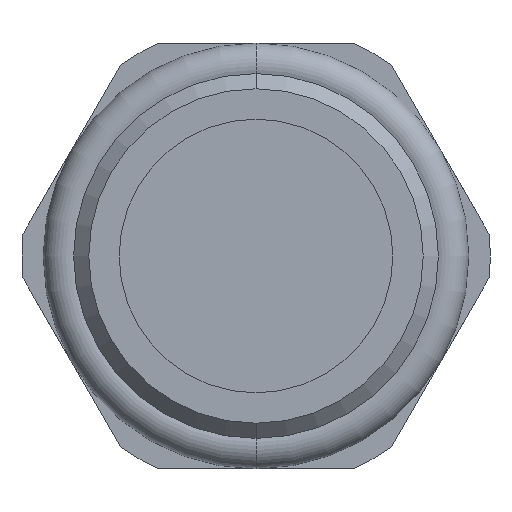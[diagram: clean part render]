
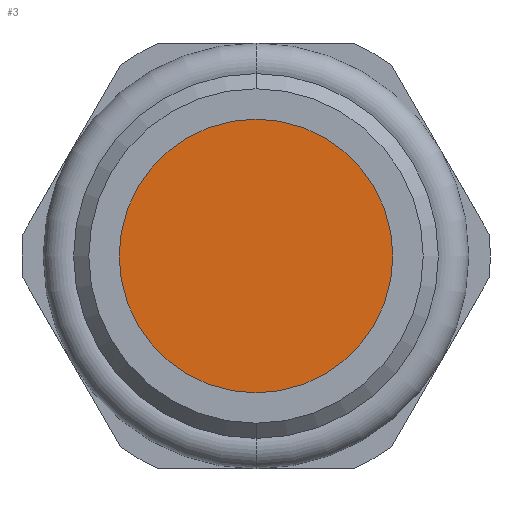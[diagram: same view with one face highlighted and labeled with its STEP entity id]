
A CAD part, front view. The second image highlights one B-rep face of the part: STEP entity #3.
In plain terms, the highlighted planar face has unit normal (0, -1, 0).
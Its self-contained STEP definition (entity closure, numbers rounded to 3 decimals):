
#3 = ADVANCED_FACE ( 'NONE', ( #179 ), #418, .F. ) ;
#162 = AXIS2_PLACEMENT_3D ( 'NONE', #419, #420, #421 ) ;
#179 = FACE_OUTER_BOUND ( 'NONE', #283, .T. ) ;
#183 = VERTEX_POINT ( 'NONE', #593 ) ;
#229 = VERTEX_POINT ( 'NONE', #629 ) ;
#283 = EDGE_LOOP ( 'NONE', ( #389, #390 ) ) ;
#389 = ORIENTED_EDGE ( 'NONE', *, *, #859, .T. ) ;
#390 = ORIENTED_EDGE ( 'NONE', *, *, #850, .T. ) ;
#418 = PLANE ( 'NONE',  #162 ) ;
#419 = CARTESIAN_POINT ( 'NONE',  ( -4.5, -1.5, 0. ) ) ;
#420 = DIRECTION ( 'NONE',  ( 0., 1., 0. ) ) ;
#421 = DIRECTION ( 'NONE',  ( 0., 0., 1. ) ) ;
#593 = CARTESIAN_POINT ( 'NONE',  ( 0., -1.5, 4.5 ) ) ;
#629 = CARTESIAN_POINT ( 'NONE',  ( 0., -1.5, -4.5 ) ) ;
#688 = CARTESIAN_POINT ( 'NONE',  ( 0., -1.5, 0. ) ) ;
#692 = DIRECTION ( 'NONE',  ( 0., -1., 0. ) ) ;
#693 = DIRECTION ( 'NONE',  ( 0., 0., -1. ) ) ;
#718 = CARTESIAN_POINT ( 'NONE',  ( 0., -1.5, 0. ) ) ;
#719 = DIRECTION ( 'NONE',  ( 0., -1., 0. ) ) ;
#720 = DIRECTION ( 'NONE',  ( 0., 0., -1. ) ) ;
#850 = EDGE_CURVE ( 'NONE', #183, #229, #901, .T. ) ;
#859 = EDGE_CURVE ( 'NONE', #229, #183, #907, .T. ) ;
#901 = CIRCLE ( 'NONE', #961, 4.5 ) ;
#907 = CIRCLE ( 'NONE', #952, 4.5 ) ;
#952 = AXIS2_PLACEMENT_3D ( 'NONE', #718, #719, #720 ) ;
#961 = AXIS2_PLACEMENT_3D ( 'NONE', #688, #692, #693 ) ;
